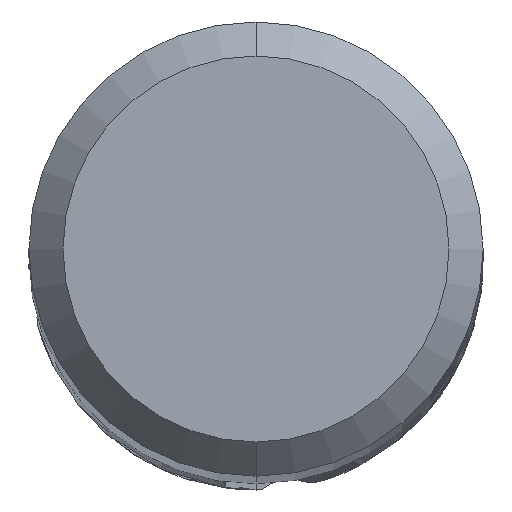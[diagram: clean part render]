
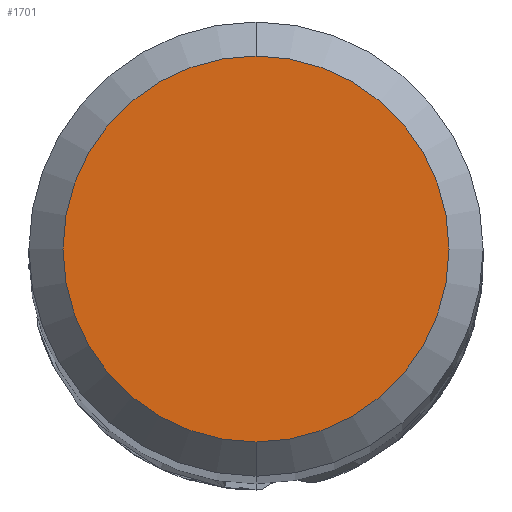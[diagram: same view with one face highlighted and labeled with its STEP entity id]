
A CAD part, top view. The second image highlights one B-rep face of the part: STEP entity #1701.
In plain terms, the highlighted planar face has unit normal (0, 0, 1).
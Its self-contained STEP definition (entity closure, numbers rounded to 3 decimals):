
#1121=VERTEX_POINT('',#2625);
#1375=EDGE_CURVE('',#1121,#1581,#2902,.T.);
#1437=EDGE_CURVE('',#1581,#1121,#2970,.T.);
#1581=VERTEX_POINT('',#3123);
#1701=ADVANCED_FACE('',(#3257),#3258,.T.);
#2625=CARTESIAN_POINT('',(0.0,1.7,0.0));
#2902=CIRCLE('',#6838,1.7);
#2970=CIRCLE('',#7243,1.7);
#3123=CARTESIAN_POINT('',(0.,-1.7,0.0));
#3257=FACE_OUTER_BOUND('',#8670,.T.);
#3258=PLANE('',#8671);
#6838=AXIS2_PLACEMENT_3D('',#12540,#12541,#12542);
#7243=AXIS2_PLACEMENT_3D('',#12616,#12617,#12618);
#8670=EDGE_LOOP('',(#12941,#12942));
#8671=AXIS2_PLACEMENT_3D('',#12943,#12944,#12945);
#12540=CARTESIAN_POINT('',(0.0,0.0,0.0));
#12541=DIRECTION('',(0.0,0.0,-1.0));
#12542=DIRECTION('',(0.0,1.0,0.0));
#12616=CARTESIAN_POINT('',(0.0,0.0,0.0));
#12617=DIRECTION('',(0.0,0.0,-1.0));
#12618=DIRECTION('',(0.0,1.0,0.0));
#12941=ORIENTED_EDGE('',*,*,#1375,.F.);
#12942=ORIENTED_EDGE('',*,*,#1437,.F.);
#12943=CARTESIAN_POINT('',(0.0,0.85,0.0));
#12944=DIRECTION('',(-0.0,0.0,1.0));
#12945=DIRECTION('',(0.0,-1.0,0.0));
